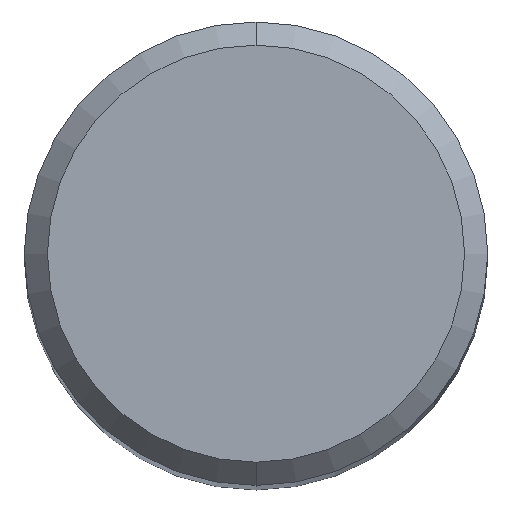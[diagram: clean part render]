
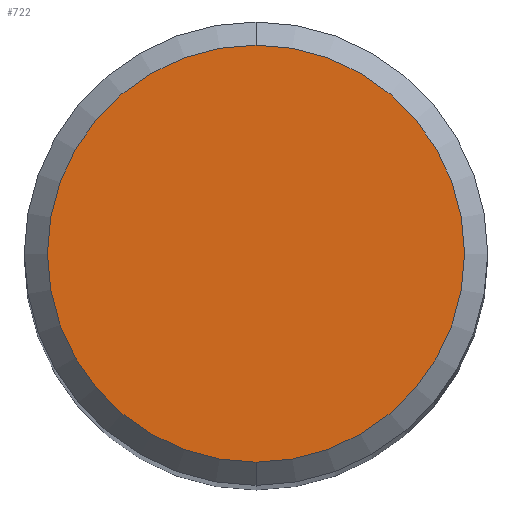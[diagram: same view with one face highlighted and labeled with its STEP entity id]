
A CAD part, top view. The second image highlights one B-rep face of the part: STEP entity #722.
In plain terms, the highlighted planar face has unit normal (0, 0, 1).
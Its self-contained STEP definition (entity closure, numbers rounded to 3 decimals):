
#360=EDGE_CURVE('',#740,#694,#930,.T.);
#528=EDGE_CURVE('',#694,#740,#1116,.T.);
#694=VERTEX_POINT('',#1297);
#722=ADVANCED_FACE('',(#1326),#1327,.T.);
#740=VERTEX_POINT('',#1347);
#930=CIRCLE('',#2951,4.5);
#1116=CIRCLE('',#4270,4.5);
#1297=CARTESIAN_POINT('',(0.,-4.5,0.0));
#1326=FACE_OUTER_BOUND('',#5507,.T.);
#1327=PLANE('',#5508);
#1347=CARTESIAN_POINT('',(0.0,4.5,0.0));
#2951=AXIS2_PLACEMENT_3D('',#6094,#6095,#6096);
#4270=AXIS2_PLACEMENT_3D('',#6312,#6313,#6314);
#5507=EDGE_LOOP('',(#6523,#6524));
#5508=AXIS2_PLACEMENT_3D('',#6525,#6526,#6527);
#6094=CARTESIAN_POINT('',(0.0,0.0,0.0));
#6095=DIRECTION('',(0.0,0.0,-1.0));
#6096=DIRECTION('',(0.0,1.0,0.0));
#6312=CARTESIAN_POINT('',(0.0,0.0,0.0));
#6313=DIRECTION('',(0.0,0.0,-1.0));
#6314=DIRECTION('',(0.0,1.0,0.0));
#6523=ORIENTED_EDGE('',*,*,#360,.F.);
#6524=ORIENTED_EDGE('',*,*,#528,.F.);
#6525=CARTESIAN_POINT('',(0.0,2.25,0.0));
#6526=DIRECTION('',(-0.0,0.0,1.0));
#6527=DIRECTION('',(0.0,-1.0,0.0));
